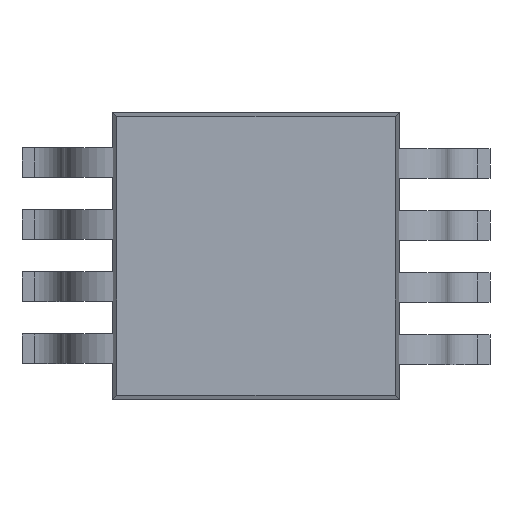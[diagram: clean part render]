
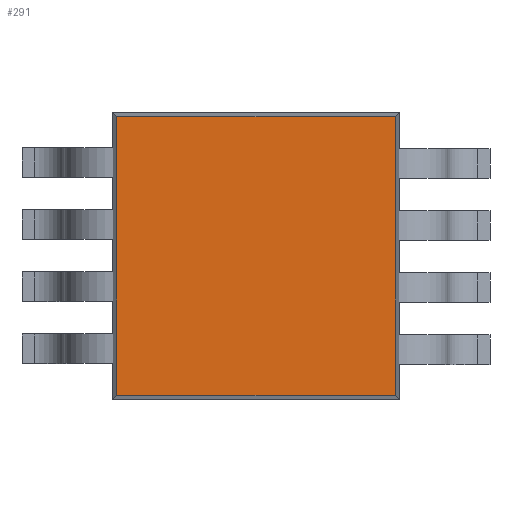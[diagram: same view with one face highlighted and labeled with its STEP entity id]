
A CAD part, top view. The second image highlights one B-rep face of the part: STEP entity #291.
In plain terms, the highlighted planar face has unit normal (0, 0, 1).
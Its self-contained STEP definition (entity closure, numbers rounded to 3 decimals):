
#172 = VERTEX_POINT('',#173);
#173 = CARTESIAN_POINT('',(-1.458,1.458,1.435));
#190 = VERTEX_POINT('',#191);
#191 = CARTESIAN_POINT('',(1.458,1.458,1.435));
#197 = EDGE_CURVE('',#172,#190,#198,.T.);
#198 = LINE('',#199,#200);
#199 = CARTESIAN_POINT('',(-0.75,1.458,1.435));
#200 = VECTOR('',#201,1.);
#201 = DIRECTION('',(1.,0.,0.));
#221 = VERTEX_POINT('',#222);
#222 = CARTESIAN_POINT('',(1.458,-1.458,1.435));
#228 = EDGE_CURVE('',#190,#221,#229,.T.);
#229 = LINE('',#230,#231);
#230 = CARTESIAN_POINT('',(1.458,0.75,1.435));
#231 = VECTOR('',#232,1.);
#232 = DIRECTION('',(0.,-1.,0.));
#252 = VERTEX_POINT('',#253);
#253 = CARTESIAN_POINT('',(-1.458,-1.458,1.435));
#259 = EDGE_CURVE('',#221,#252,#260,.T.);
#260 = LINE('',#261,#262);
#261 = CARTESIAN_POINT('',(0.75,-1.458,1.435));
#262 = VECTOR('',#263,1.);
#263 = DIRECTION('',(-1.,-0.,-0.));
#281 = EDGE_CURVE('',#252,#172,#282,.T.);
#282 = LINE('',#283,#284);
#283 = CARTESIAN_POINT('',(-1.458,-0.75,1.435));
#284 = VECTOR('',#285,1.);
#285 = DIRECTION('',(0.,1.,0.));
#291 = ADVANCED_FACE('',(#292),#298,.T.);
#292 = FACE_BOUND('',#293,.F.);
#293 = EDGE_LOOP('',(#294,#295,#296,#297));
#294 = ORIENTED_EDGE('',*,*,#197,.T.);
#295 = ORIENTED_EDGE('',*,*,#228,.T.);
#296 = ORIENTED_EDGE('',*,*,#259,.T.);
#297 = ORIENTED_EDGE('',*,*,#281,.T.);
#298 = PLANE('',#299);
#299 = AXIS2_PLACEMENT_3D('',#300,#301,#302);
#300 = CARTESIAN_POINT('',(0.,0.,1.435));
#301 = DIRECTION('',(0.,0.,1.));
#302 = DIRECTION('',(1.,0.,0.));
